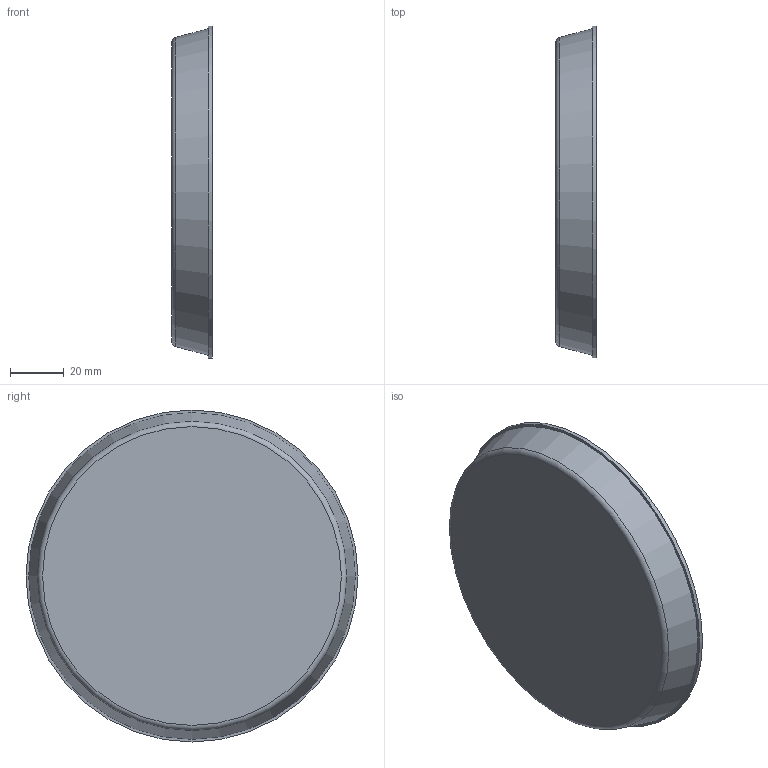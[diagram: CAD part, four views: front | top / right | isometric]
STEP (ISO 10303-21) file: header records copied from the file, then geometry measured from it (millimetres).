
FILE_DESCRIPTION((''),'2;1');
FILE_NAME('11802100X.stp','2010-08-04T15:38:13',('thilbrands'),(''),'Autodesk Inventor 2008','Autodesk Inventor 2008','');
FILE_SCHEMA(('AUTOMOTIVE_DESIGN { 1 0 10303 214 1 1 1 1 }'));
Length unit declared in the file: millimetre
Products named in the file (1): 118020251
Bounding box: 15 x 123 x 123 mm (x, y, z)
Volume: 23167.7 mm3; surface area: 31579.8 mm2
Topology: 1 solids, 1 shells, 9 faces, 13 edges, 8 vertices
Faces by surface type: plane 4, torus 2, cone 2, cylinder 1
Full cylindrical faces by diameter (mm): 123 x1
Entity records: 200 total; most frequent: DIRECTION 36, CARTESIAN_POINT 26, AXIS2_PLACEMENT_3D 18, ORIENTED_EDGE 16, EDGE_LOOP 16, FACE_OUTER_BOUND 9, ADVANCED_FACE 9, VERTEX_POINT 8
